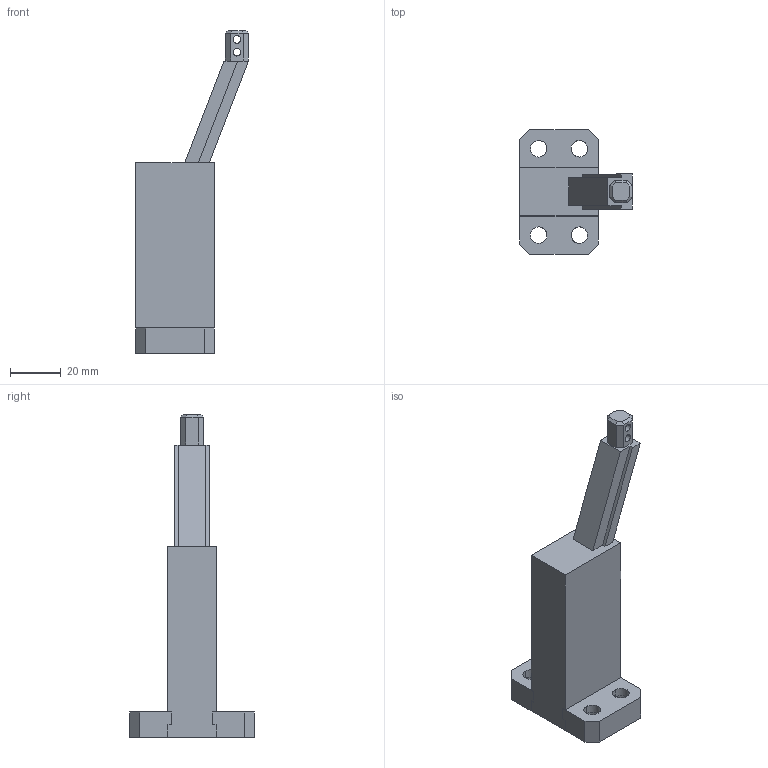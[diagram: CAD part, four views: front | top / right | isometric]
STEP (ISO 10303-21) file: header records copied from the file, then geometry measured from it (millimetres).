
FILE_DESCRIPTION(('CATIA V5 STEP Exchange'),'2;1');
FILE_NAME('SSS01_3D-02.stp','2025-09-15T04:30:07+00:00',('none'),('none'),'CATIA Version 5 Release 20 GA (IN-10)','CATIA V5 STEP AP214','none');
FILE_SCHEMA(('AUTOMOTIVE_DESIGN { 1 0 10303 214 1 1 1 1 }'));
Length unit declared in the file: millimetre
Products named in the file (1): SSS01_02
Bounding box: 44.35 x 49 x 127 mm (x, y, z)
Volume: 45108.1 mm3; surface area: 19009.5 mm2
Topology: 3 solids, 3 shells, 98 faces, 241 edges, 155 vertices
Faces by surface type: plane 70, cylinder 24, cone 4
Entity records: 3221 total; most frequent: CARTESIAN_POINT 897, ORIENTED_EDGE 478, DIRECTION 416, EDGE_CURVE 239, VECTOR 189, LINE 189, VERTEX_POINT 155, AXIS2_PLACEMENT_3D 130
